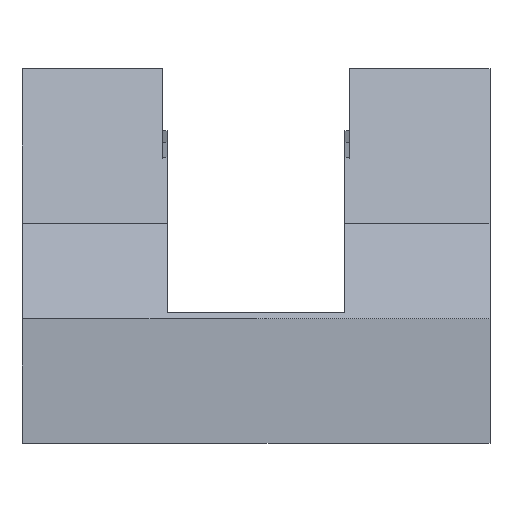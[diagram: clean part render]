
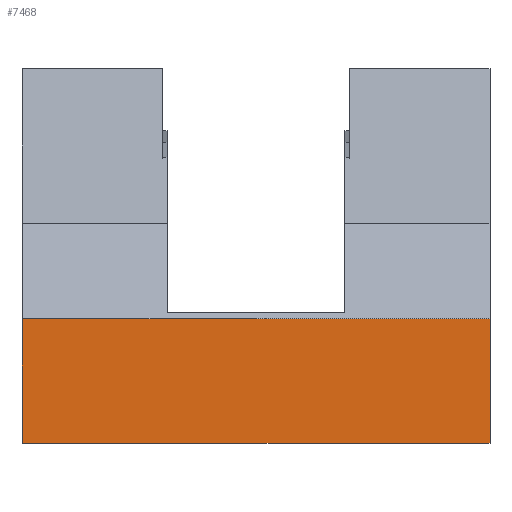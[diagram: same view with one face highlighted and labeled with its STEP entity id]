
A CAD part, front view. The second image highlights one B-rep face of the part: STEP entity #7468.
In plain terms, the highlighted planar face has unit normal (0, -1, 0).
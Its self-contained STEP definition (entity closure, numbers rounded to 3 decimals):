
#48 = VERTEX_POINT('',#49);
#49 = CARTESIAN_POINT('',(-12.5,5.,6.641));
#55 = EDGE_CURVE('',#48,#56,#58,.T.);
#56 = VERTEX_POINT('',#57);
#57 = CARTESIAN_POINT('',(-12.5,5.,0.));
#58 = LINE('',#59,#60);
#59 = CARTESIAN_POINT('',(-12.5,5.,20.));
#60 = VECTOR('',#61,1.);
#61 = DIRECTION('',(0.,0.,-1.));
#1084 = EDGE_CURVE('',#56,#1085,#1087,.T.);
#1085 = VERTEX_POINT('',#1086);
#1086 = CARTESIAN_POINT('',(12.5,5.,0.));
#1087 = LINE('',#1088,#1089);
#1088 = CARTESIAN_POINT('',(-12.5,5.,0.));
#1089 = VECTOR('',#1090,1.);
#1090 = DIRECTION('',(1.,0.,0.));
#7468 = ADVANCED_FACE('',(#7469),#7487,.F.);
#7469 = FACE_BOUND('',#7470,.F.);
#7470 = EDGE_LOOP('',(#7471,#7472,#7480,#7486));
#7471 = ORIENTED_EDGE('',*,*,#55,.F.);
#7472 = ORIENTED_EDGE('',*,*,#7473,.F.);
#7473 = EDGE_CURVE('',#7474,#48,#7476,.T.);
#7474 = VERTEX_POINT('',#7475);
#7475 = CARTESIAN_POINT('',(12.5,5.,6.641));
#7476 = LINE('',#7477,#7478);
#7477 = CARTESIAN_POINT('',(-13.75,5.,6.641));
#7478 = VECTOR('',#7479,1.);
#7479 = DIRECTION('',(-1.,0.,0.));
#7480 = ORIENTED_EDGE('',*,*,#7481,.T.);
#7481 = EDGE_CURVE('',#7474,#1085,#7482,.T.);
#7482 = LINE('',#7483,#7484);
#7483 = CARTESIAN_POINT('',(12.5,5.,20.));
#7484 = VECTOR('',#7485,1.);
#7485 = DIRECTION('',(0.,0.,-1.));
#7486 = ORIENTED_EDGE('',*,*,#1084,.F.);
#7487 = PLANE('',#7488);
#7488 = AXIS2_PLACEMENT_3D('',#7489,#7490,#7491);
#7489 = CARTESIAN_POINT('',(-12.5,5.,20.));
#7490 = DIRECTION('',(0.,1.,0.));
#7491 = DIRECTION('',(1.,0.,0.));
